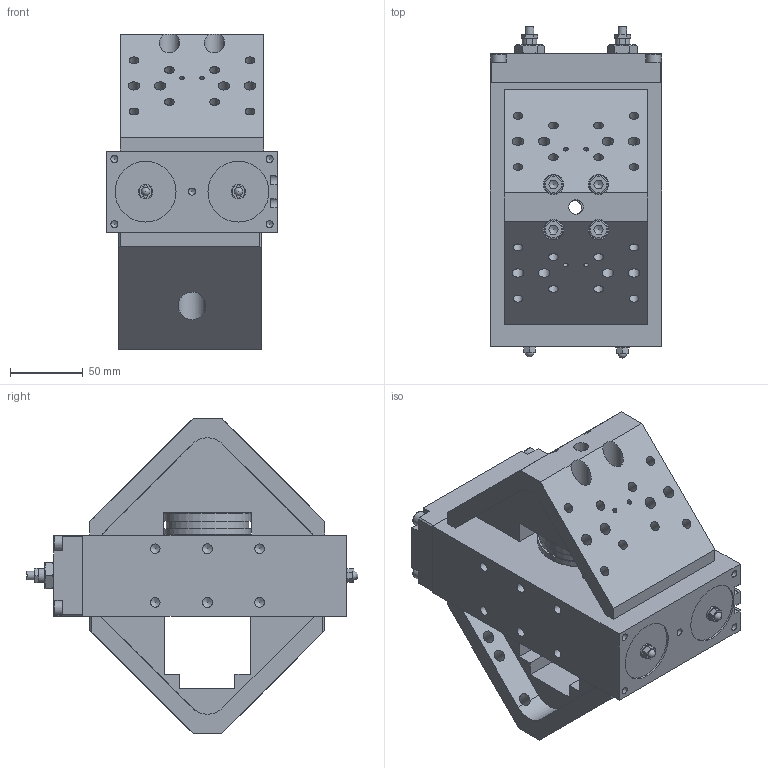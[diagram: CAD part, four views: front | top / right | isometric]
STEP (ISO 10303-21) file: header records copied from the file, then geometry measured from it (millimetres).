
FILE_DESCRIPTION(/* description */ (''),/* implementation_level */ '2;1');
FILE_NAME(/* name */ 'TC-PAO-40.stp',/* time_stamp */ '2018-01-16T10:03:07+01:00',/* author */ ('Tecnico'),/* organization */ (''),/* preprocessor_version */ 'ST-DEVELOPER v16.13',/* originating_system */ 'Autodesk Inventor 2018',/* authorisation */ '');
FILE_SCHEMA (('AUTOMOTIVE_DESIGN { 1 0 10303 214 3 1 1 }'));
Length unit declared in the file: millimetre
Products named in the file (16): TC-PAO-40; PAO-40; PAO-40-CORPO; PAO-40-TESTATA; PAO-40-ALBERO-; TARGHETTA 22X52; ISO 8735 - 6 x 30 - A; AS 1420 - 1973 - M6 x 25; PAO-30-PUNTALINO; ISO 4035 - M12; ISO 4035 - M6; PAO-15-SILENZIATORE; TC-PAO-40-TESTA FISSA; TC-PAO-40-TESTA ROTANTE; ISO 4762 - M8 x 45; ISO 4762 - M12 x 30
Assembly tree (28 placements, depth 3):
  TC-PAO-40
    PAO-40
      PAO-40-CORPO
      PAO-40-TESTATA
      PAO-40-ALBERO-
      TARGHETTA 22X52
      ISO 8735 - 6 x 30 - A  x2
      AS 1420 - 1973 - M6 x 25  x5
      PAO-30-PUNTALINO  x2
      ISO 4035 - M12  x2
      ISO 4035 - M6  x2
      PAO-15-SILENZIATORE  x2
    TC-PAO-40-TESTA FISSA
    TC-PAO-40-TESTA ROTANTE
    ISO 4762 - M8 x 45  x4
    ISO 4762 - M12 x 30  x2
Bounding box: 118.01 x 228.96 x 217.5 mm (x, y, z)
Volume: 2191646.2 mm3; surface area: 306245 mm2
Topology: 27 solids, 29 shells, 911 faces, 2276 edges, 1477 vertices
Faces by surface type: plane 461, cylinder 186, cone 137, bspline 99, torus 24, sphere 4
Full cylindrical faces by diameter (mm): 2.816 x1, 3.2 x8, 3.242 x2, 3.243 x2, 4.134 x2, 4.3 x2, 4.917 x12, 6 x19, 6.5 x5, 6.647 x24, 6.8 x2, 8 x16, 8.376 x4, 8.5 x4, 8.566 x2, 10 x16, 10.106 x4, 10.5 x2, 11 x1, 12 x2, 13 x6, 14 x4, 17 x2, 18 x2, 19 x2, 27 x2, 36.5 x1, 40 x1, 42 x4, 44 x1
Entity records: 20969 total; most frequent: CARTESIAN_POINT 4655, ORIENTED_EDGE 3090, DIRECTION 2970, EDGE_CURVE 1545, VERTEX_POINT 1117, EDGE_LOOP 1058, AXIS2_PLACEMENT_3D 1040, LINE 890
